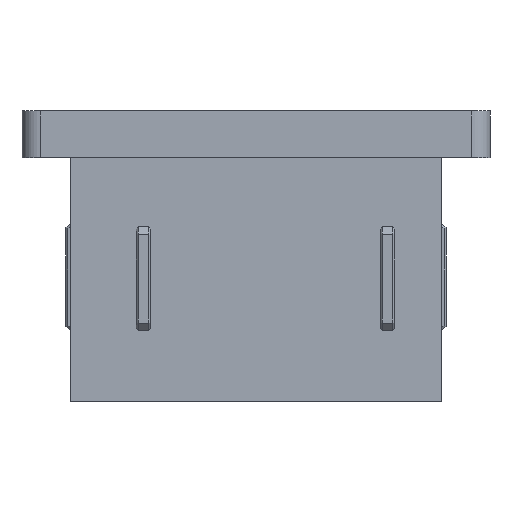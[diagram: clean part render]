
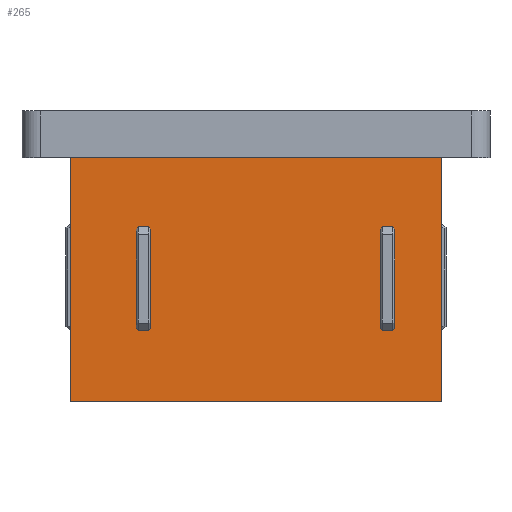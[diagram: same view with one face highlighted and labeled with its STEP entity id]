
A CAD part, front view. The second image highlights one B-rep face of the part: STEP entity #265.
In plain terms, the highlighted planar face has unit normal (0, -1, 0).
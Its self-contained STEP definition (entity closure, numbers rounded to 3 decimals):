
#265=ADVANCED_FACE('',(#536,#537,#538),#539,.T.);
#536=FACE_BOUND('',#811,.T.);
#537=FACE_BOUND('',#812,.T.);
#538=FACE_OUTER_BOUND('',#813,.T.);
#539=PLANE('',#814);
#811=EDGE_LOOP('',(#1502,#1503,#1504,#1505,#1506,#1507,#1508,#1509));
#812=EDGE_LOOP('',(#1510,#1511,#1512,#1513,#1514,#1515,#1516,#1517));
#813=EDGE_LOOP('',(#1518,#1519,#1520,#1521));
#814=AXIS2_PLACEMENT_3D('',#1522,#1523,#1524);
#1502=ORIENTED_EDGE('',*,*,#1893,.F.);
#1503=ORIENTED_EDGE('',*,*,#1795,.T.);
#1504=ORIENTED_EDGE('',*,*,#1894,.F.);
#1505=ORIENTED_EDGE('',*,*,#1788,.T.);
#1506=ORIENTED_EDGE('',*,*,#1895,.F.);
#1507=ORIENTED_EDGE('',*,*,#1846,.T.);
#1508=ORIENTED_EDGE('',*,*,#1896,.F.);
#1509=ORIENTED_EDGE('',*,*,#1856,.T.);
#1510=ORIENTED_EDGE('',*,*,#1869,.F.);
#1511=ORIENTED_EDGE('',*,*,#1740,.T.);
#1512=ORIENTED_EDGE('',*,*,#1867,.F.);
#1513=ORIENTED_EDGE('',*,*,#1733,.T.);
#1514=ORIENTED_EDGE('',*,*,#1873,.F.);
#1515=ORIENTED_EDGE('',*,*,#1727,.T.);
#1516=ORIENTED_EDGE('',*,*,#1865,.F.);
#1517=ORIENTED_EDGE('',*,*,#1720,.T.);
#1518=ORIENTED_EDGE('',*,*,#1897,.T.);
#1519=ORIENTED_EDGE('',*,*,#1631,.T.);
#1520=ORIENTED_EDGE('',*,*,#1898,.F.);
#1521=ORIENTED_EDGE('',*,*,#1891,.T.);
#1522=CARTESIAN_POINT('',(0.0,-5.921,-5.0));
#1523=DIRECTION('',(0.0,-1.0,0.0));
#1524=DIRECTION('',(0.0,0.0,-1.0));
#1631=EDGE_CURVE('',#1943,#1941,#1944,.T.);
#1720=EDGE_CURVE('',#2088,#2086,#2089,.T.);
#1727=EDGE_CURVE('',#2098,#2099,#2100,.T.);
#1733=EDGE_CURVE('',#2109,#2107,#2110,.T.);
#1740=EDGE_CURVE('',#2119,#2120,#2121,.T.);
#1788=EDGE_CURVE('',#2192,#2190,#2193,.T.);
#1795=EDGE_CURVE('',#2202,#2203,#2204,.T.);
#1846=EDGE_CURVE('',#2263,#2264,#2265,.T.);
#1856=EDGE_CURVE('',#2280,#2278,#2281,.T.);
#1865=EDGE_CURVE('',#2088,#2099,#2292,.T.);
#1867=EDGE_CURVE('',#2109,#2120,#2294,.T.);
#1869=EDGE_CURVE('',#2119,#2086,#2296,.F.);
#1873=EDGE_CURVE('',#2098,#2107,#2300,.F.);
#1891=EDGE_CURVE('',#2315,#2318,#2320,.T.);
#1893=EDGE_CURVE('',#2202,#2278,#2322,.F.);
#1894=EDGE_CURVE('',#2192,#2203,#2323,.T.);
#1895=EDGE_CURVE('',#2263,#2190,#2324,.F.);
#1896=EDGE_CURVE('',#2280,#2264,#2325,.T.);
#1897=EDGE_CURVE('',#2318,#1943,#2326,.T.);
#1898=EDGE_CURVE('',#2315,#1941,#2327,.T.);
#1941=VERTEX_POINT('',#2377);
#1943=VERTEX_POINT('',#2380);
#1944=LINE('',#2381,#2382);
#2086=VERTEX_POINT('',#2594);
#2088=VERTEX_POINT('',#2597);
#2089=LINE('',#2598,#2599);
#2098=VERTEX_POINT('',#2612);
#2099=VERTEX_POINT('',#2613);
#2100=LINE('',#2614,#2615);
#2107=VERTEX_POINT('',#2625);
#2109=VERTEX_POINT('',#2628);
#2110=LINE('',#2629,#2630);
#2119=VERTEX_POINT('',#2643);
#2120=VERTEX_POINT('',#2644);
#2121=LINE('',#2645,#2646);
#2190=VERTEX_POINT('',#2746);
#2192=VERTEX_POINT('',#2749);
#2193=LINE('',#2750,#2751);
#2202=VERTEX_POINT('',#2764);
#2203=VERTEX_POINT('',#2765);
#2204=LINE('',#2766,#2767);
#2263=VERTEX_POINT('',#2854);
#2264=VERTEX_POINT('',#2855);
#2265=LINE('',#2856,#2857);
#2278=VERTEX_POINT('',#2876);
#2280=VERTEX_POINT('',#2879);
#2281=LINE('',#2880,#2881);
#2292=LINE('',#2897,#2898);
#2294=LINE('',#2900,#2901);
#2296=LINE('',#2903,#2904);
#2300=LINE('',#2910,#2911);
#2315=VERTEX_POINT('',#2934);
#2318=VERTEX_POINT('',#2939);
#2320=LINE('',#2942,#2943);
#2322=LINE('',#2945,#2946);
#2323=LINE('',#2947,#2948);
#2324=LINE('',#2949,#2950);
#2325=LINE('',#2951,#2952);
#2326=LINE('',#2953,#2954);
#2327=LINE('',#2955,#2956);
#2377=CARTESIAN_POINT('',(24.801,-5.921,-31.0));
#2380=CARTESIAN_POINT('',(-14.801,-5.921,-31.0));
#2381=CARTESIAN_POINT('',(0.0,-5.921,-31.0));
#2382=VECTOR('',#2996,1.0);
#2594=CARTESIAN_POINT('',(-7.601,-5.921,-12.333));
#2597=CARTESIAN_POINT('',(-7.801,-5.921,-12.616));
#2598=CARTESIAN_POINT('',(-7.772,-5.921,-12.575));
#2599=VECTOR('',#3068,1.0);
#2612=CARTESIAN_POINT('',(-7.601,-5.921,-23.492));
#2613=CARTESIAN_POINT('',(-7.801,-5.921,-23.209));
#2614=CARTESIAN_POINT('',(-10.718,-5.921,-19.084));
#2615=VECTOR('',#3073,1.0);
#2625=CARTESIAN_POINT('',(-6.501,-5.921,-23.492));
#2628=CARTESIAN_POINT('',(-6.301,-5.921,-23.209));
#2629=CARTESIAN_POINT('',(-3.384,-5.921,-19.084));
#2630=VECTOR('',#3078,1.0);
#2643=CARTESIAN_POINT('',(-6.501,-5.921,-12.333));
#2644=CARTESIAN_POINT('',(-6.301,-5.921,-12.616));
#2645=CARTESIAN_POINT('',(-6.331,-5.921,-12.575));
#2646=VECTOR('',#3083,1.0);
#2746=CARTESIAN_POINT('',(19.601,-5.921,-23.492));
#2749=CARTESIAN_POINT('',(19.801,-5.921,-23.209));
#2750=CARTESIAN_POINT('',(22.718,-5.921,-19.084));
#2751=VECTOR('',#3122,1.0);
#2764=CARTESIAN_POINT('',(19.601,-5.921,-12.333));
#2765=CARTESIAN_POINT('',(19.801,-5.921,-12.616));
#2766=CARTESIAN_POINT('',(19.772,-5.921,-12.575));
#2767=VECTOR('',#3127,1.0);
#2854=CARTESIAN_POINT('',(18.501,-5.921,-23.492));
#2855=CARTESIAN_POINT('',(18.301,-5.921,-23.209));
#2856=CARTESIAN_POINT('',(15.384,-5.921,-19.084));
#2857=VECTOR('',#3156,1.0);
#2876=CARTESIAN_POINT('',(18.501,-5.921,-12.333));
#2879=CARTESIAN_POINT('',(18.301,-5.921,-12.616));
#2880=CARTESIAN_POINT('',(18.331,-5.921,-12.575));
#2881=VECTOR('',#3164,1.0);
#2897=CARTESIAN_POINT('',(-7.801,-5.921,-5.0));
#2898=VECTOR('',#3170,1.0);
#2900=CARTESIAN_POINT('',(-6.301,-5.921,-5.0));
#2901=VECTOR('',#3171,1.0);
#2903=CARTESIAN_POINT('',(0.,-5.921,-12.333));
#2904=VECTOR('',#3172,1.0);
#2910=CARTESIAN_POINT('',(0.,-5.921,-23.492));
#2911=VECTOR('',#3175,1.0);
#2934=CARTESIAN_POINT('',(24.801,-5.921,-5.0));
#2939=CARTESIAN_POINT('',(-14.801,-5.921,-5.0));
#2942=CARTESIAN_POINT('',(0.0,-5.921,-5.0));
#2943=VECTOR('',#3187,1.0);
#2945=CARTESIAN_POINT('',(10.0,-5.921,-12.333));
#2946=VECTOR('',#3188,1.0);
#2947=CARTESIAN_POINT('',(19.801,-5.921,-5.0));
#2948=VECTOR('',#3189,1.0);
#2949=CARTESIAN_POINT('',(10.0,-5.921,-23.492));
#2950=VECTOR('',#3190,1.0);
#2951=CARTESIAN_POINT('',(18.301,-5.921,-5.0));
#2952=VECTOR('',#3191,1.0);
#2953=CARTESIAN_POINT('',(-14.801,-5.921,-5.0));
#2954=VECTOR('',#3192,1.0);
#2955=CARTESIAN_POINT('',(24.801,-5.921,-5.0));
#2956=VECTOR('',#3193,1.0);
#2996=DIRECTION('',(1.0,0.0,0.0));
#3068=DIRECTION('',(0.577,0.0,0.816));
#3073=DIRECTION('',(-0.577,0.0,0.816));
#3078=DIRECTION('',(-0.577,0.0,-0.816));
#3083=DIRECTION('',(0.577,0.0,-0.816));
#3122=DIRECTION('',(-0.577,0.0,-0.816));
#3127=DIRECTION('',(0.577,0.0,-0.816));
#3156=DIRECTION('',(-0.577,0.0,0.816));
#3164=DIRECTION('',(0.577,0.0,0.816));
#3170=DIRECTION('',(0.0,0.0,-1.0));
#3171=DIRECTION('',(0.0,0.0,1.0));
#3172=DIRECTION('',(1.0,0.0,0.));
#3175=DIRECTION('',(-1.0,0.0,0.));
#3187=DIRECTION('',(-1.0,-0.0,-0.0));
#3188=DIRECTION('',(1.0,0.0,0.));
#3189=DIRECTION('',(-0.0,0.0,1.0));
#3190=DIRECTION('',(-1.0,0.0,0.));
#3191=DIRECTION('',(0.0,0.0,-1.0));
#3192=DIRECTION('',(0.0,0.0,-1.0));
#3193=DIRECTION('',(0.0,0.0,-1.0));
